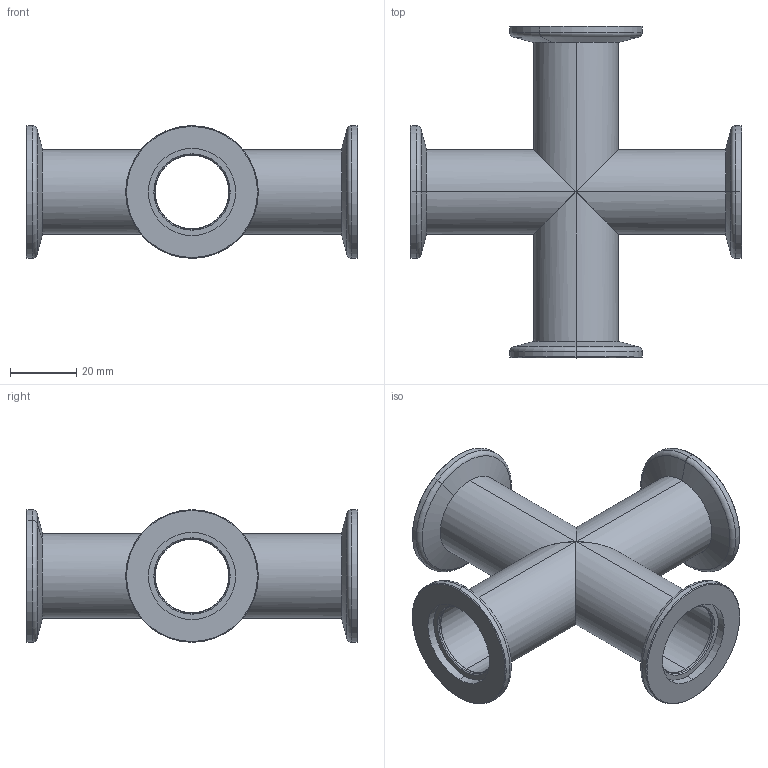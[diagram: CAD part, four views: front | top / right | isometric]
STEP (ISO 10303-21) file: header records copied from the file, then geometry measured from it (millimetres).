
FILE_DESCRIPTION (( 'STEP AP214' ), '1' );
FILE_NAME ('KX4-25-25.STEP', '2009-06-03T10:48:00', ( 'Hositrad' ), ( '' ), 'SwSTEP 2.0', 'SolidWorks 2009', '' );
FILE_SCHEMA (( 'AUTOMOTIVE_DESIGN' ));
Length unit declared in the file: millimetre
Products named in the file (3): Tube25-50T; KF25-25WS; KX4-25-25
Assembly tree (8 placements, depth 2):
  KX4-25-25
    KF25-25WS  x4
    Tube25-50T  x4
Bounding box: 100 x 100 x 40 mm (x, y, z)
Volume: 30219.3 mm3; surface area: 34201.8 mm2
Topology: 8 solids, 8 shells, 104 faces, 208 edges, 120 vertices
Faces by surface type: cylinder 48, cone 24, plane 24, torus 8
Entity records: 838 total; most frequent: DIRECTION 150, CARTESIAN_POINT 131, ORIENTED_EDGE 104, AXIS2_PLACEMENT_3D 65, EDGE_CURVE 52, EDGE_LOOP 30, VERTEX_POINT 30, CIRCLE 28
